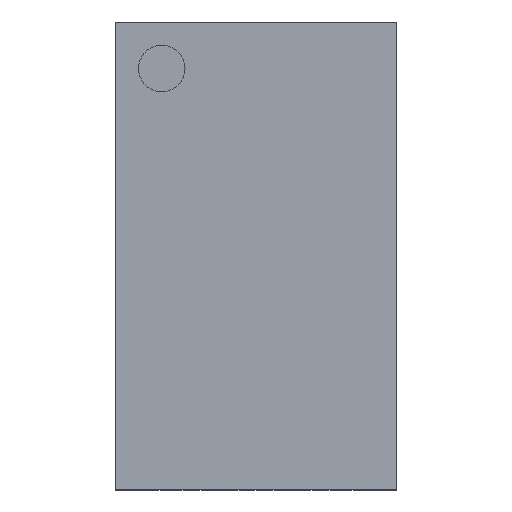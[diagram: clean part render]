
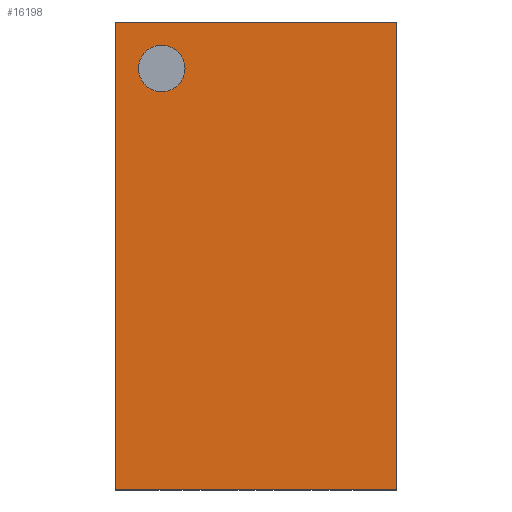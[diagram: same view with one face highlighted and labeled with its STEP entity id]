
A CAD part, top view. The second image highlights one B-rep face of the part: STEP entity #16198.
In plain terms, the highlighted free-form (B-spline) face has degree [1, 1] with [2, 2] control points.
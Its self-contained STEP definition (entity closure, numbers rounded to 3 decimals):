
#8692=CARTESIAN_POINT('',(-2.025,3.525,2.1));
#8693=VERTEX_POINT('',#8692);
#8702=CARTESIAN_POINT('',(-2.025,4.525,2.1));
#8703=VERTEX_POINT('',#8702);
#8704=CARTESIAN_POINT('',(-2.025,4.025,2.1));
#8705=DIRECTION('',(0.0,0.0,-1.0));
#8706=DIRECTION('',(0.0,-1.0,0.0));
#8707=AXIS2_PLACEMENT_3D('',#8704,#8705,#8706);
#8708=CIRCLE('',#8707,0.5);
#8709=EDGE_CURVE('',#8703,#8693,#8708,.T.);
#15600=CARTESIAN_POINT('',(-3.025,-5.025,2.1));
#15601=VERTEX_POINT('',#15600);
#15608=CARTESIAN_POINT('',(-3.025,5.025,2.1));
#15609=VERTEX_POINT('',#15608);
#15610=CARTESIAN_POINT('',(-3.025,-5.025,2.1));
#15611=DIRECTION('',(0.0,1.0,0.0));
#15612=VECTOR('',#15611,10.05);
#15613=LINE('',#15610,#15612);
#15614=EDGE_CURVE('',#15601,#15609,#15613,.T.);
#15801=CARTESIAN_POINT('',(3.025,5.025,2.1));
#15802=VERTEX_POINT('',#15801);
#15803=CARTESIAN_POINT('',(-3.025,5.025,2.1));
#15804=DIRECTION('',(1.0,0.0,0.0));
#15805=VECTOR('',#15804,6.05);
#15806=LINE('',#15803,#15805);
#15807=EDGE_CURVE('',#15609,#15802,#15806,.T.);
#16039=CARTESIAN_POINT('',(3.025,-5.025,2.1));
#16040=VERTEX_POINT('',#16039);
#16041=CARTESIAN_POINT('',(3.025,5.025,2.1));
#16042=DIRECTION('',(0.0,-1.0,0.0));
#16043=VECTOR('',#16042,10.05);
#16044=LINE('',#16041,#16043);
#16045=EDGE_CURVE('',#15802,#16040,#16044,.T.);
#16124=CARTESIAN_POINT('',(3.025,-5.025,2.1));
#16125=DIRECTION('',(-1.0,0.0,0.0));
#16126=VECTOR('',#16125,6.05);
#16127=LINE('',#16124,#16126);
#16128=EDGE_CURVE('',#16040,#15601,#16127,.T.);
#16163=CARTESIAN_POINT('',(-2.025,4.025,2.1));
#16164=DIRECTION('',(0.0,0.0,-1.0));
#16165=DIRECTION('',(0.0,-1.0,0.0));
#16166=AXIS2_PLACEMENT_3D('',#16163,#16164,#16165);
#16167=CIRCLE('',#16166,0.5);
#16168=EDGE_CURVE('',#8693,#8703,#16167,.T.);
#16183=CARTESIAN_POINT('',(3.025,-5.025,2.1));
#16184=CARTESIAN_POINT('',(3.025,5.025,2.1));
#16185=CARTESIAN_POINT('',(-3.025,-5.025,2.1));
#16186=CARTESIAN_POINT('',(-3.025,5.025,2.1));
#16187=B_SPLINE_SURFACE_WITH_KNOTS('',1,1,((#16183,#16185),(#16184,#16186)),.UNSPECIFIED.,.F.,.F.,.U.,(2,2),(2,2),(0.0,10.05),(0.0,6.05),.UNSPECIFIED.);
#16188=ORIENTED_EDGE('',*,*,#15807,.F.);
#16189=ORIENTED_EDGE('',*,*,#15614,.F.);
#16190=ORIENTED_EDGE('',*,*,#16128,.F.);
#16191=ORIENTED_EDGE('',*,*,#16045,.F.);
#16192=EDGE_LOOP('',(#16188,#16189,#16190,#16191));
#16193=FACE_OUTER_BOUND('',#16192,.T.);
#16194=ORIENTED_EDGE('',*,*,#8709,.T.);
#16195=ORIENTED_EDGE('',*,*,#16168,.T.);
#16196=EDGE_LOOP('',(#16194,#16195));
#16197=FACE_BOUND('',#16196,.T.);
#16198=ADVANCED_FACE('',(#16193,#16197),#16187,.T.);
